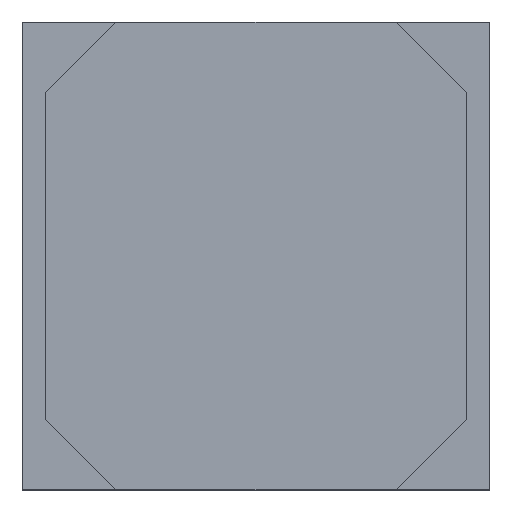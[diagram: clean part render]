
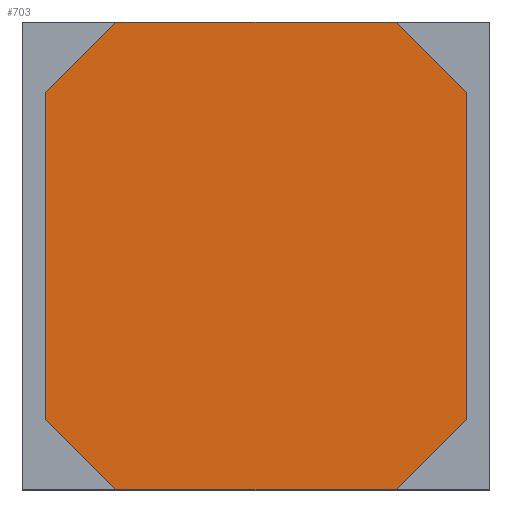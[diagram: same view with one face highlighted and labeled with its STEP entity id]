
A CAD part, top view. The second image highlights one B-rep face of the part: STEP entity #703.
In plain terms, the highlighted planar face has unit normal (0, 0, 1).
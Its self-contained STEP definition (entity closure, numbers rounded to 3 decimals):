
#324 = VERTEX_POINT('',#325);
#325 = CARTESIAN_POINT('',(1.2,-2.,1.9));
#331 = EDGE_CURVE('',#324,#332,#334,.T.);
#332 = VERTEX_POINT('',#333);
#333 = CARTESIAN_POINT('',(-1.2,-2.,1.9));
#334 = LINE('',#335,#336);
#335 = CARTESIAN_POINT('',(1.2,-2.,1.9));
#336 = VECTOR('',#337,1.);
#337 = DIRECTION('',(-1.,0.,0.));
#355 = VERTEX_POINT('',#356);
#356 = CARTESIAN_POINT('',(-1.2,2.,1.9));
#362 = EDGE_CURVE('',#355,#363,#365,.T.);
#363 = VERTEX_POINT('',#364);
#364 = CARTESIAN_POINT('',(1.2,2.,1.9));
#365 = LINE('',#366,#367);
#366 = CARTESIAN_POINT('',(-1.2,2.,1.9));
#367 = VECTOR('',#368,1.);
#368 = DIRECTION('',(1.,0.,0.));
#578 = VERTEX_POINT('',#579);
#579 = CARTESIAN_POINT('',(-1.8,1.4,1.9));
#585 = EDGE_CURVE('',#578,#355,#586,.T.);
#586 = LINE('',#587,#588);
#587 = CARTESIAN_POINT('',(-1.8,1.4,1.9));
#588 = VECTOR('',#589,1.);
#589 = DIRECTION('',(0.707,0.707,0.));
#602 = VERTEX_POINT('',#603);
#603 = CARTESIAN_POINT('',(-1.8,-1.4,1.9));
#609 = EDGE_CURVE('',#602,#578,#610,.T.);
#610 = LINE('',#611,#612);
#611 = CARTESIAN_POINT('',(-1.8,-1.4,1.9));
#612 = VECTOR('',#613,1.);
#613 = DIRECTION('',(0.,1.,0.));
#626 = EDGE_CURVE('',#332,#602,#627,.T.);
#627 = LINE('',#628,#629);
#628 = CARTESIAN_POINT('',(-1.2,-2.,1.9));
#629 = VECTOR('',#630,1.);
#630 = DIRECTION('',(-0.707,0.707,0.));
#643 = VERTEX_POINT('',#644);
#644 = CARTESIAN_POINT('',(1.8,-1.4,1.9));
#650 = EDGE_CURVE('',#643,#324,#651,.T.);
#651 = LINE('',#652,#653);
#652 = CARTESIAN_POINT('',(1.8,-1.4,1.9));
#653 = VECTOR('',#654,1.);
#654 = DIRECTION('',(-0.707,-0.707,0.));
#667 = VERTEX_POINT('',#668);
#668 = CARTESIAN_POINT('',(1.8,1.4,1.9));
#674 = EDGE_CURVE('',#667,#643,#675,.T.);
#675 = LINE('',#676,#677);
#676 = CARTESIAN_POINT('',(1.8,1.4,1.9));
#677 = VECTOR('',#678,1.);
#678 = DIRECTION('',(0.,-1.,0.));
#691 = EDGE_CURVE('',#363,#667,#692,.T.);
#692 = LINE('',#693,#694);
#693 = CARTESIAN_POINT('',(1.2,2.,1.9));
#694 = VECTOR('',#695,1.);
#695 = DIRECTION('',(0.707,-0.707,0.));
#703 = ADVANCED_FACE('',(#704),#714,.T.);
#704 = FACE_BOUND('',#705,.F.);
#705 = EDGE_LOOP('',(#706,#707,#708,#709,#710,#711,#712,#713));
#706 = ORIENTED_EDGE('',*,*,#362,.T.);
#707 = ORIENTED_EDGE('',*,*,#691,.T.);
#708 = ORIENTED_EDGE('',*,*,#674,.T.);
#709 = ORIENTED_EDGE('',*,*,#650,.T.);
#710 = ORIENTED_EDGE('',*,*,#331,.T.);
#711 = ORIENTED_EDGE('',*,*,#626,.T.);
#712 = ORIENTED_EDGE('',*,*,#609,.T.);
#713 = ORIENTED_EDGE('',*,*,#585,.T.);
#714 = PLANE('',#715);
#715 = AXIS2_PLACEMENT_3D('',#716,#717,#718);
#716 = CARTESIAN_POINT('',(-1.2,2.,1.9));
#717 = DIRECTION('',(0.,0.,1.));
#718 = DIRECTION('',(1.,0.,0.));
